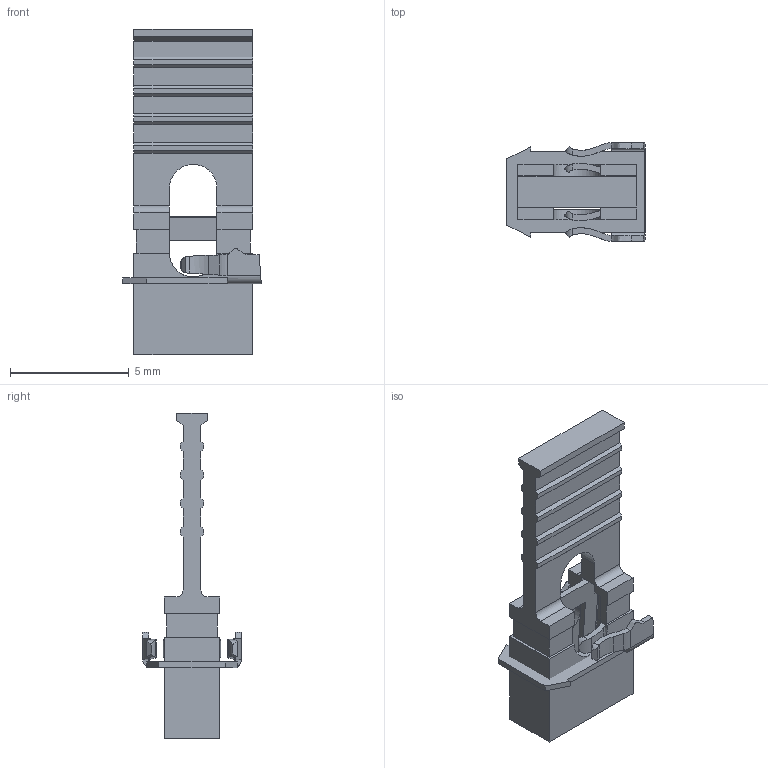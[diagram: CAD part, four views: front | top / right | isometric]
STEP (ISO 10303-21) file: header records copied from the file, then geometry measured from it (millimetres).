
FILE_DESCRIPTION( ( 'Unknown' ), '1' );
FILE_NAME( '609002115121.stp', 'Unknown', ( 'Unknown' ), ( 'Unknown' ), 'PSStep 14.0', 'Unknown', ' ' );
FILE_SCHEMA( ( 'AUTOMOTIVE_DESIGN { 1 0 10303 214 1 1 1 1 }' ) );
Length unit declared in the file: millimetre
Products named in the file (3): Assem1; 609002115121_Housing; 609002115121
Bounding box: 5.84 x 4.15 x 13.73 mm (x, y, z)
Volume: 133.6 mm3; surface area: 624.1 mm2
Topology: 4 solids, 4 shells, 370 faces, 1020 edges, 652 vertices
Faces by surface type: plane 272, cylinder 94, extrusion 4
Entity records: 7384 total; most frequent: CARTESIAN_POINT 1124, ORIENTED_EDGE 1020, DIRECTION 948, EDGE_CURVE 510, VECTOR 404, LINE 402, VERTEX_POINT 326, AXIS2_PLACEMENT_3D 272
